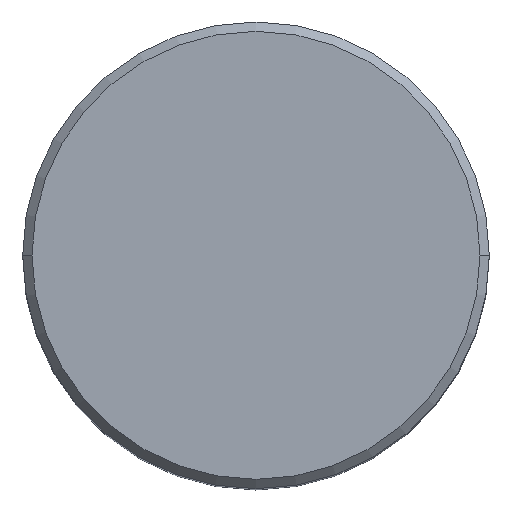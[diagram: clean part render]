
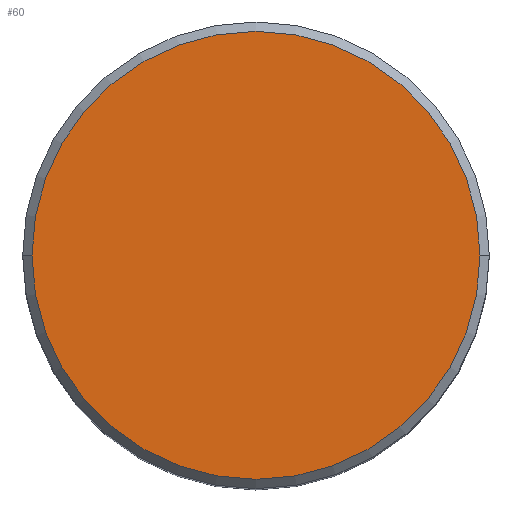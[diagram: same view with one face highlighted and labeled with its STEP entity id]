
A CAD part, top view. The second image highlights one B-rep face of the part: STEP entity #60.
In plain terms, the highlighted planar face has unit normal (0, 0, 1).
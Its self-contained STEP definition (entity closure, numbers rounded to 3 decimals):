
#4 = CIRCLE ( 'NONE', #241, 12. ) ;
#11 = CIRCLE ( 'NONE', #212, 12. ) ;
#60 = ADVANCED_FACE ( 'NONE', ( #285 ), #341, .T. ) ;
#80 = EDGE_CURVE ( 'NONE', #130, #171, #11, .T. ) ;
#89 = EDGE_CURVE ( 'NONE', #171, #130, #4, .T. ) ;
#104 = ORIENTED_EDGE ( 'NONE', *, *, #89, .T. ) ;
#130 = VERTEX_POINT ( 'NONE', #503 ) ;
#147 = ORIENTED_EDGE ( 'NONE', *, *, #80, .T. ) ;
#171 = VERTEX_POINT ( 'NONE', #420 ) ;
#190 = EDGE_LOOP ( 'NONE', ( #147, #104 ) ) ;
#212 = AXIS2_PLACEMENT_3D ( 'NONE', #326, #322, #381 ) ;
#241 = AXIS2_PLACEMENT_3D ( 'NONE', #349, #454, #458 ) ;
#285 = FACE_OUTER_BOUND ( 'NONE', #190, .T. ) ;
#295 = AXIS2_PLACEMENT_3D ( 'NONE', #339, #340, #345 ) ;
#322 = DIRECTION ( 'NONE',  ( 0., 0., 1. ) ) ;
#326 = CARTESIAN_POINT ( 'NONE',  ( 0., 0., 0. ) ) ;
#339 = CARTESIAN_POINT ( 'NONE',  ( 0., 0., 0. ) ) ;
#340 = DIRECTION ( 'NONE',  ( 0., 0., 1. ) ) ;
#341 = PLANE ( 'NONE',  #295 ) ;
#345 = DIRECTION ( 'NONE',  ( 1., 0., 0. ) ) ;
#349 = CARTESIAN_POINT ( 'NONE',  ( 0., 0., 0. ) ) ;
#381 = DIRECTION ( 'NONE',  ( 1., 0., 0. ) ) ;
#420 = CARTESIAN_POINT ( 'NONE',  ( 12., 0., 0. ) ) ;
#454 = DIRECTION ( 'NONE',  ( 0., 0., 1. ) ) ;
#458 = DIRECTION ( 'NONE',  ( 1., 0., 0. ) ) ;
#503 = CARTESIAN_POINT ( 'NONE',  ( -12., 0., 0. ) ) ;
